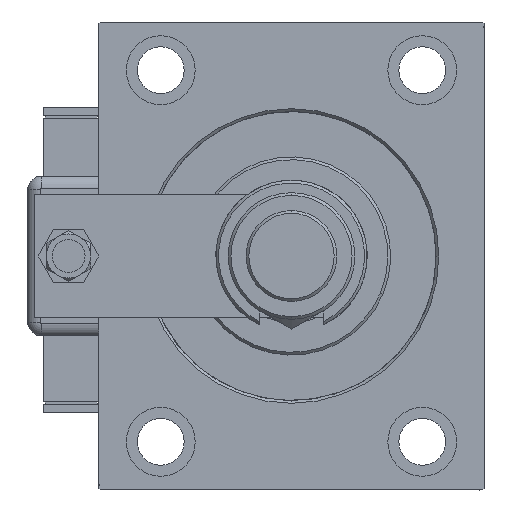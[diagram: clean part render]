
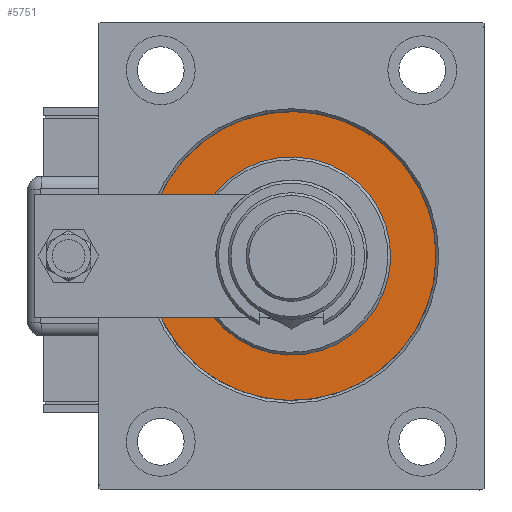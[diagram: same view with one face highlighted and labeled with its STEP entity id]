
A CAD part, left-side view. The second image highlights one B-rep face of the part: STEP entity #5751.
In plain terms, the highlighted face is planar.
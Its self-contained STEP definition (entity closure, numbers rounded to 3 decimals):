
#1059 = DIRECTION ( 'NONE',  ( 0., 0., -1. ) ) ;
#1060 = EDGE_CURVE ( 'NONE', #41683, #1152, #5781, .T. ) ;
#1152 = VERTEX_POINT ( 'NONE', #32320 ) ;
#1237 = DIRECTION ( 'NONE',  ( 1., 0., 0. ) ) ;
#5751 = ADVANCED_FACE ( 'NONE', ( #54290, #25451 ), #40030, .F. ) ;
#5781 = CIRCLE ( 'NONE', #53358, 36. ) ;
#6216 = CARTESIAN_POINT ( 'NONE',  ( 0., 0., 52.5 ) ) ;
#6473 = CARTESIAN_POINT ( 'NONE',  ( 0., 0., 0. ) ) ;
#7476 = VERTEX_POINT ( 'NONE', #6216 ) ;
#9578 = ORIENTED_EDGE ( 'NONE', *, *, #46929, .F. ) ;
#10988 = DIRECTION ( 'NONE',  ( -1., 0., 0. ) ) ;
#11020 = EDGE_CURVE ( 'NONE', #7476, #57464, #59701, .T. ) ;
#11175 = DIRECTION ( 'NONE',  ( -1., 0., 0. ) ) ;
#16080 = CARTESIAN_POINT ( 'NONE',  ( 0., 0., 0. ) ) ;
#23622 = EDGE_LOOP ( 'NONE', ( #9578, #56127 ) ) ;
#25451 = FACE_OUTER_BOUND ( 'NONE', #23622, .T. ) ;
#26224 = DIRECTION ( 'NONE',  ( 0., 0., 1. ) ) ;
#27221 = EDGE_CURVE ( 'NONE', #1152, #41683, #29082, .T. ) ;
#29082 = CIRCLE ( 'NONE', #34137, 36. ) ;
#29499 = AXIS2_PLACEMENT_3D ( 'NONE', #16080, #50636, #26224 ) ;
#31173 = CARTESIAN_POINT ( 'NONE',  ( 0., 0., -52.5 ) ) ;
#32320 = CARTESIAN_POINT ( 'NONE',  ( 0., 0., 36. ) ) ;
#34137 = AXIS2_PLACEMENT_3D ( 'NONE', #6473, #44831, #1059 ) ;
#34873 = DIRECTION ( 'NONE',  ( 0., 0., -1. ) ) ;
#36476 = ORIENTED_EDGE ( 'NONE', *, *, #1060, .F. ) ;
#37296 = DIRECTION ( 'NONE',  ( 0., 0., 1. ) ) ;
#40030 = PLANE ( 'NONE',  #51550 ) ;
#40256 = CARTESIAN_POINT ( 'NONE',  ( 0., 0., 0. ) ) ;
#41683 = VERTEX_POINT ( 'NONE', #57294 ) ;
#44831 = DIRECTION ( 'NONE',  ( 1., 0., 0. ) ) ;
#45095 = DIRECTION ( 'NONE',  ( 0., 0., 1. ) ) ;
#45198 = EDGE_LOOP ( 'NONE', ( #59527, #36476 ) ) ;
#46929 = EDGE_CURVE ( 'NONE', #57464, #7476, #48735, .T. ) ;
#48572 = AXIS2_PLACEMENT_3D ( 'NONE', #54420, #10988, #37296 ) ;
#48735 = CIRCLE ( 'NONE', #29499, 52.5 ) ;
#50636 = DIRECTION ( 'NONE',  ( -1., 0., 0. ) ) ;
#51550 = AXIS2_PLACEMENT_3D ( 'NONE', #59378, #11175, #45095 ) ;
#53358 = AXIS2_PLACEMENT_3D ( 'NONE', #40256, #1237, #34873 ) ;
#54290 = FACE_BOUND ( 'NONE', #45198, .T. ) ;
#54420 = CARTESIAN_POINT ( 'NONE',  ( 0., 0., 0. ) ) ;
#56127 = ORIENTED_EDGE ( 'NONE', *, *, #11020, .F. ) ;
#57294 = CARTESIAN_POINT ( 'NONE',  ( 0., 0., -36. ) ) ;
#57464 = VERTEX_POINT ( 'NONE', #31173 ) ;
#59378 = CARTESIAN_POINT ( 'NONE',  ( 0., 0., 0. ) ) ;
#59527 = ORIENTED_EDGE ( 'NONE', *, *, #27221, .F. ) ;
#59701 = CIRCLE ( 'NONE', #48572, 52.5 ) ;
